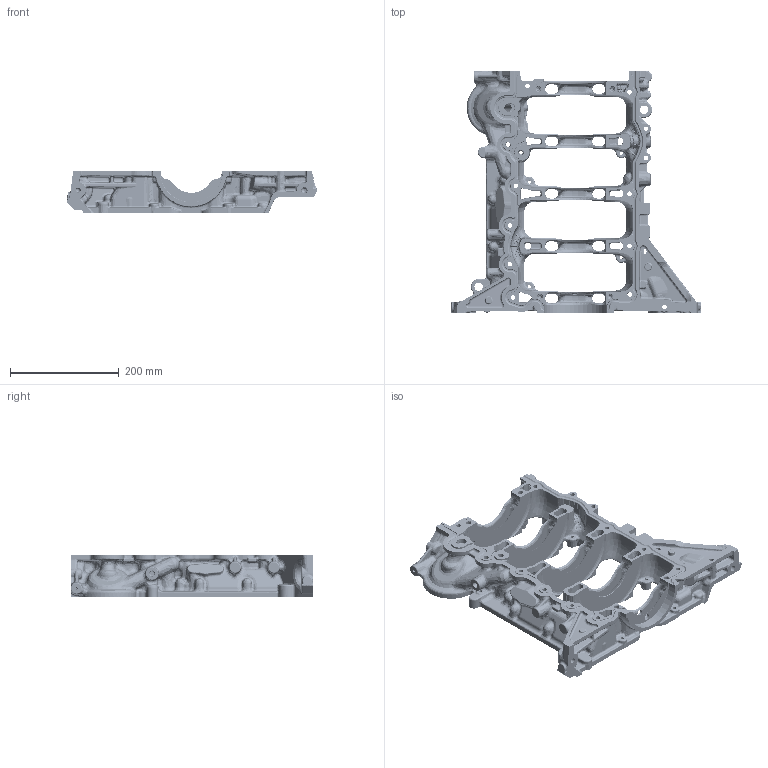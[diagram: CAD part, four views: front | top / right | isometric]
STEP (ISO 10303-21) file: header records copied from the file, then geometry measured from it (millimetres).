
FILE_DESCRIPTION(('FreeCAD Model'),'2;1');
FILE_NAME('Open CASCADE Shape Model','2025-04-17T06:56:34',('FreeCAD'),( 'FreeCAD'),'Open CASCADE STEP processor 7.6','FreeCAD','Unknown');
FILE_SCHEMA(('AUTOMOTIVE_DESIGN { 1 0 10303 214 1 1 1 1 }'));
Products named in the file (1): Open CASCADE STEP translator 7.6 1
Bounding box: 460.03 x 444.6 x 77.92 mm (x, y, z)
Volume: 2546696.6 mm3; surface area: 652423 mm2
Topology: 1 solids, 1 shells, 6534 faces, 16066 edges, 9305 vertices
Faces by surface type: bspline 6534
Entity records: 287212 total; most frequent: CARTESIAN_POINT 200600, ORIENTED_EDGE 31668, EDGE_CURVE 15834, VERTEX_POINT 9301, B_SPLINE_CURVE_WITH_KNOTS 9193, FACE_BOUND 6629, EDGE_LOOP 6629, ADVANCED_FACE 6532
